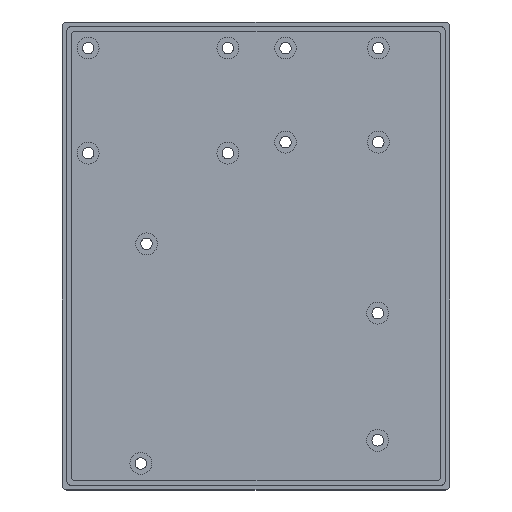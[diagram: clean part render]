
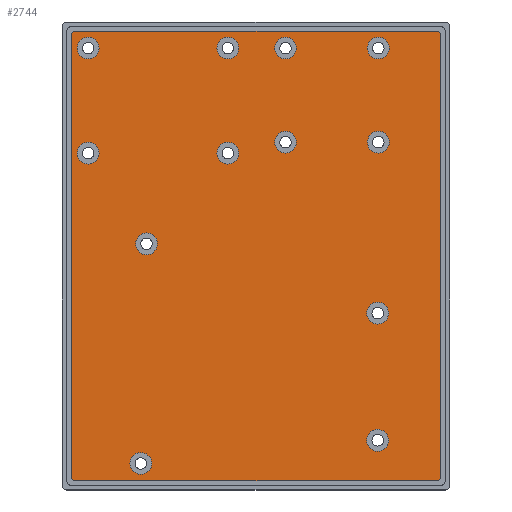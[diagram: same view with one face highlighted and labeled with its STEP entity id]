
A CAD part, top view. The second image highlights one B-rep face of the part: STEP entity #2744.
In plain terms, the highlighted planar face has unit normal (0, 0, 1).
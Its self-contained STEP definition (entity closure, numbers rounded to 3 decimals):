
#48=FACE_BOUND('',#418,.T.);
#49=FACE_BOUND('',#419,.T.);
#50=FACE_BOUND('',#420,.T.);
#51=FACE_BOUND('',#421,.T.);
#52=FACE_BOUND('',#422,.T.);
#53=FACE_BOUND('',#423,.T.);
#54=FACE_BOUND('',#424,.T.);
#55=FACE_BOUND('',#425,.T.);
#56=FACE_BOUND('',#426,.T.);
#57=FACE_BOUND('',#427,.T.);
#58=FACE_BOUND('',#428,.T.);
#59=FACE_BOUND('',#429,.T.);
#102=PLANE('',#2945);
#236=FACE_OUTER_BOUND('',#417,.T.);
#417=EDGE_LOOP('',(#2111,#2112,#2113,#2114,#2115,#2116,#2117,#2118));
#418=EDGE_LOOP('',(#2119));
#419=EDGE_LOOP('',(#2120));
#420=EDGE_LOOP('',(#2121));
#421=EDGE_LOOP('',(#2122));
#422=EDGE_LOOP('',(#2123));
#423=EDGE_LOOP('',(#2124));
#424=EDGE_LOOP('',(#2125));
#425=EDGE_LOOP('',(#2126));
#426=EDGE_LOOP('',(#2127));
#427=EDGE_LOOP('',(#2128));
#428=EDGE_LOOP('',(#2129));
#429=EDGE_LOOP('',(#2130));
#593=LINE('',#3915,#897);
#618=LINE('',#3974,#922);
#645=LINE('',#4085,#949);
#718=LINE('',#4339,#1022);
#897=VECTOR('',#3137,10.);
#922=VECTOR('',#3178,10.);
#949=VECTOR('',#3249,10.);
#1022=VECTOR('',#3368,10.);
#1199=CIRCLE('',#2890,1.);
#1203=CIRCLE('',#2898,1.);
#1214=CIRCLE('',#2920,1.);
#1220=CIRCLE('',#2943,1.);
#1222=CIRCLE('',#2946,2.4);
#1223=CIRCLE('',#2947,2.4);
#1224=CIRCLE('',#2948,2.4);
#1225=CIRCLE('',#2949,2.4);
#1226=CIRCLE('',#2950,2.4);
#1227=CIRCLE('',#2951,2.4);
#1228=CIRCLE('',#2952,2.4);
#1229=CIRCLE('',#2953,2.4);
#1230=CIRCLE('',#2954,2.4);
#1231=CIRCLE('',#2955,2.4);
#1232=CIRCLE('',#2956,2.4);
#1233=CIRCLE('',#2957,2.4);
#1271=VERTEX_POINT('',#3905);
#1272=VERTEX_POINT('',#3906);
#1275=VERTEX_POINT('',#3914);
#1299=VERTEX_POINT('',#3967);
#1301=VERTEX_POINT('',#3973);
#1331=VERTEX_POINT('',#4078);
#1333=VERTEX_POINT('',#4084);
#1400=VERTEX_POINT('',#4333);
#1402=VERTEX_POINT('',#4340);
#1403=VERTEX_POINT('',#4342);
#1404=VERTEX_POINT('',#4344);
#1405=VERTEX_POINT('',#4346);
#1406=VERTEX_POINT('',#4348);
#1407=VERTEX_POINT('',#4350);
#1408=VERTEX_POINT('',#4352);
#1409=VERTEX_POINT('',#4354);
#1410=VERTEX_POINT('',#4356);
#1411=VERTEX_POINT('',#4358);
#1412=VERTEX_POINT('',#4360);
#1413=VERTEX_POINT('',#4362);
#1523=EDGE_CURVE('',#1271,#1272,#1199,.T.);
#1527=EDGE_CURVE('',#1275,#1271,#593,.T.);
#1553=EDGE_CURVE('',#1299,#1275,#1203,.T.);
#1556=EDGE_CURVE('',#1301,#1299,#618,.T.);
#1594=EDGE_CURVE('',#1331,#1301,#1214,.T.);
#1597=EDGE_CURVE('',#1333,#1331,#645,.T.);
#1678=EDGE_CURVE('',#1400,#1333,#1220,.T.);
#1681=EDGE_CURVE('',#1272,#1400,#718,.T.);
#1682=EDGE_CURVE('',#1402,#1402,#1222,.T.);
#1683=EDGE_CURVE('',#1403,#1403,#1223,.T.);
#1684=EDGE_CURVE('',#1404,#1404,#1224,.T.);
#1685=EDGE_CURVE('',#1405,#1405,#1225,.T.);
#1686=EDGE_CURVE('',#1406,#1406,#1226,.T.);
#1687=EDGE_CURVE('',#1407,#1407,#1227,.T.);
#1688=EDGE_CURVE('',#1408,#1408,#1228,.T.);
#1689=EDGE_CURVE('',#1409,#1409,#1229,.T.);
#1690=EDGE_CURVE('',#1410,#1410,#1230,.T.);
#1691=EDGE_CURVE('',#1411,#1411,#1231,.T.);
#1692=EDGE_CURVE('',#1412,#1412,#1232,.T.);
#1693=EDGE_CURVE('',#1413,#1413,#1233,.T.);
#2111=ORIENTED_EDGE('',*,*,#1523,.T.);
#2112=ORIENTED_EDGE('',*,*,#1681,.T.);
#2113=ORIENTED_EDGE('',*,*,#1678,.T.);
#2114=ORIENTED_EDGE('',*,*,#1597,.T.);
#2115=ORIENTED_EDGE('',*,*,#1594,.T.);
#2116=ORIENTED_EDGE('',*,*,#1556,.T.);
#2117=ORIENTED_EDGE('',*,*,#1553,.T.);
#2118=ORIENTED_EDGE('',*,*,#1527,.T.);
#2119=ORIENTED_EDGE('',*,*,#1682,.T.);
#2120=ORIENTED_EDGE('',*,*,#1683,.T.);
#2121=ORIENTED_EDGE('',*,*,#1684,.T.);
#2122=ORIENTED_EDGE('',*,*,#1685,.T.);
#2123=ORIENTED_EDGE('',*,*,#1686,.T.);
#2124=ORIENTED_EDGE('',*,*,#1687,.T.);
#2125=ORIENTED_EDGE('',*,*,#1688,.T.);
#2126=ORIENTED_EDGE('',*,*,#1689,.T.);
#2127=ORIENTED_EDGE('',*,*,#1690,.T.);
#2128=ORIENTED_EDGE('',*,*,#1691,.T.);
#2129=ORIENTED_EDGE('',*,*,#1692,.T.);
#2130=ORIENTED_EDGE('',*,*,#1693,.T.);
#2744=ADVANCED_FACE('',(#236,#48,#49,#50,#51,#52,#53,#54,#55,#56,#57,#58,
#59),#102,.T.);
#2890=AXIS2_PLACEMENT_3D('',#3907,#3129,#3130);
#2898=AXIS2_PLACEMENT_3D('',#3968,#3171,#3172);
#2920=AXIS2_PLACEMENT_3D('',#4079,#3242,#3243);
#2943=AXIS2_PLACEMENT_3D('',#4334,#3361,#3362);
#2945=AXIS2_PLACEMENT_3D('',#4338,#3366,#3367);
#2946=AXIS2_PLACEMENT_3D('',#4341,#3369,#3370);
#2947=AXIS2_PLACEMENT_3D('',#4343,#3371,#3372);
#2948=AXIS2_PLACEMENT_3D('',#4345,#3373,#3374);
#2949=AXIS2_PLACEMENT_3D('',#4347,#3375,#3376);
#2950=AXIS2_PLACEMENT_3D('',#4349,#3377,#3378);
#2951=AXIS2_PLACEMENT_3D('',#4351,#3379,#3380);
#2952=AXIS2_PLACEMENT_3D('',#4353,#3381,#3382);
#2953=AXIS2_PLACEMENT_3D('',#4355,#3383,#3384);
#2954=AXIS2_PLACEMENT_3D('',#4357,#3385,#3386);
#2955=AXIS2_PLACEMENT_3D('',#4359,#3387,#3388);
#2956=AXIS2_PLACEMENT_3D('',#4361,#3389,#3390);
#2957=AXIS2_PLACEMENT_3D('',#4363,#3391,#3392);
#3129=DIRECTION('center_axis',(0.,0.,1.));
#3130=DIRECTION('ref_axis',(0.707,0.707,0.));
#3137=DIRECTION('',(0.,1.,0.));
#3171=DIRECTION('center_axis',(0.,0.,1.));
#3172=DIRECTION('ref_axis',(0.707,-0.707,0.));
#3178=DIRECTION('',(1.,0.,0.));
#3242=DIRECTION('center_axis',(0.,0.,1.));
#3243=DIRECTION('ref_axis',(-0.707,-0.707,0.));
#3249=DIRECTION('',(0.,-1.,0.));
#3361=DIRECTION('center_axis',(0.,0.,1.));
#3362=DIRECTION('ref_axis',(-0.707,0.707,0.));
#3366=DIRECTION('center_axis',(0.,0.,1.));
#3367=DIRECTION('ref_axis',(1.,0.,0.));
#3368=DIRECTION('',(-1.,0.,0.));
#3369=DIRECTION('center_axis',(0.,0.,-1.));
#3370=DIRECTION('ref_axis',(-1.,0.,0.));
#3371=DIRECTION('center_axis',(0.,0.,-1.));
#3372=DIRECTION('ref_axis',(-1.,0.,0.));
#3373=DIRECTION('center_axis',(0.,0.,-1.));
#3374=DIRECTION('ref_axis',(-1.,0.,0.));
#3375=DIRECTION('center_axis',(0.,0.,-1.));
#3376=DIRECTION('ref_axis',(-1.,0.,0.));
#3377=DIRECTION('center_axis',(0.,0.,-1.));
#3378=DIRECTION('ref_axis',(-1.,0.,0.));
#3379=DIRECTION('center_axis',(0.,0.,-1.));
#3380=DIRECTION('ref_axis',(-1.,0.,0.));
#3381=DIRECTION('center_axis',(0.,0.,-1.));
#3382=DIRECTION('ref_axis',(-1.,0.,0.));
#3383=DIRECTION('center_axis',(0.,0.,-1.));
#3384=DIRECTION('ref_axis',(-1.,0.,0.));
#3385=DIRECTION('center_axis',(0.,0.,-1.));
#3386=DIRECTION('ref_axis',(-1.,0.,0.));
#3387=DIRECTION('center_axis',(0.,0.,-1.));
#3388=DIRECTION('ref_axis',(-1.,0.,0.));
#3389=DIRECTION('center_axis',(0.,0.,-1.));
#3390=DIRECTION('ref_axis',(-1.,0.,0.));
#3391=DIRECTION('center_axis',(0.,0.,-1.));
#3392=DIRECTION('ref_axis',(-1.,0.,0.));
#3905=CARTESIAN_POINT('',(79.88,96.54,2.));
#3906=CARTESIAN_POINT('',(78.88,97.54,2.));
#3907=CARTESIAN_POINT('Origin',(78.88,96.54,2.));
#3914=CARTESIAN_POINT('',(79.88,-0.3,2.));
#3915=CARTESIAN_POINT('',(79.88,-1.3,2.));
#3967=CARTESIAN_POINT('',(78.88,-1.3,2.));
#3968=CARTESIAN_POINT('Origin',(78.88,-0.3,2.));
#3973=CARTESIAN_POINT('',(-0.3,-1.3,2.));
#3974=CARTESIAN_POINT('',(-1.3,-1.3,2.));
#4078=CARTESIAN_POINT('',(-1.3,-0.3,2.));
#4079=CARTESIAN_POINT('Origin',(-0.3,-0.3,2.));
#4084=CARTESIAN_POINT('',(-1.3,96.54,2.));
#4085=CARTESIAN_POINT('',(-1.3,97.54,2.));
#4333=CARTESIAN_POINT('',(-0.3,97.54,2.));
#4334=CARTESIAN_POINT('Origin',(-0.3,96.54,2.));
#4338=CARTESIAN_POINT('Origin',(39.29,82.29,2.));
#4339=CARTESIAN_POINT('',(79.88,97.54,2.));
#4340=CARTESIAN_POINT('',(68.44,7.62,2.));
#4341=CARTESIAN_POINT('Origin',(66.04,7.62,2.));
#4342=CARTESIAN_POINT('',(35.5,70.74,2.));
#4343=CARTESIAN_POINT('Origin',(33.1,70.74,2.));
#4344=CARTESIAN_POINT('',(48.18,93.84,2.));
#4345=CARTESIAN_POINT('Origin',(45.78,93.84,2.));
#4346=CARTESIAN_POINT('',(35.5,93.84,2.));
#4347=CARTESIAN_POINT('Origin',(33.1,93.84,2.));
#4348=CARTESIAN_POINT('',(48.18,73.14,2.));
#4349=CARTESIAN_POINT('Origin',(45.78,73.14,2.));
#4350=CARTESIAN_POINT('',(68.44,35.56,2.));
#4351=CARTESIAN_POINT('Origin',(66.04,35.56,2.));
#4352=CARTESIAN_POINT('',(17.64,50.8,2.));
#4353=CARTESIAN_POINT('Origin',(15.24,50.8,2.));
#4354=CARTESIAN_POINT('',(4.8,70.74,2.));
#4355=CARTESIAN_POINT('Origin',(2.4,70.74,2.));
#4356=CARTESIAN_POINT('',(68.58,93.84,2.));
#4357=CARTESIAN_POINT('Origin',(66.18,93.84,2.));
#4358=CARTESIAN_POINT('',(4.8,93.84,2.));
#4359=CARTESIAN_POINT('Origin',(2.4,93.84,2.));
#4360=CARTESIAN_POINT('',(68.58,73.14,2.));
#4361=CARTESIAN_POINT('Origin',(66.18,73.14,2.));
#4362=CARTESIAN_POINT('',(16.37,2.54,2.));
#4363=CARTESIAN_POINT('Origin',(13.97,2.54,2.));
